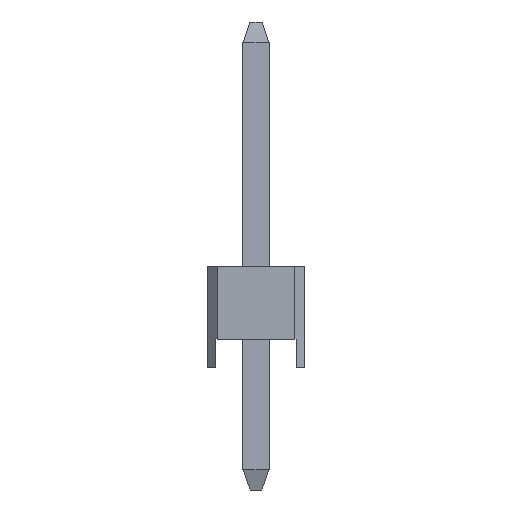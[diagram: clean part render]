
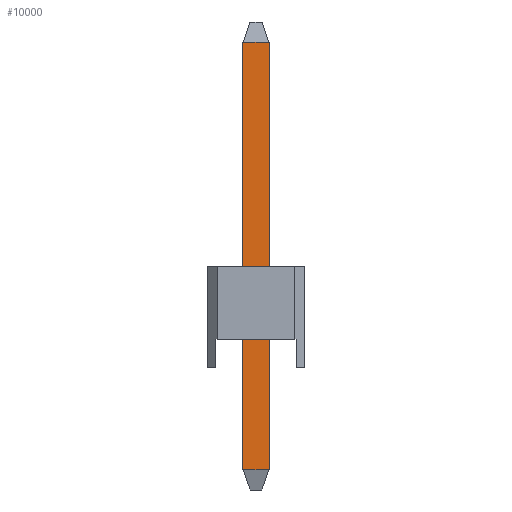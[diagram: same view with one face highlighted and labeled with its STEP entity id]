
A CAD part, left-side view. The second image highlights one B-rep face of the part: STEP entity #10000.
In plain terms, the highlighted planar face has unit normal (-1, 0, 0).
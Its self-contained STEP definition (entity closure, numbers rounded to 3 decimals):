
#10000 = ADVANCED_FACE('',(#10001),#10035,.F.);
#10001 = FACE_BOUND('',#10002,.F.);
#10002 = EDGE_LOOP('',(#10003,#10013,#10021,#10029));
#10003 = ORIENTED_EDGE('',*,*,#10004,.T.);
#10004 = EDGE_CURVE('',#10005,#10007,#10009,.T.);
#10005 = VERTEX_POINT('',#10006);
#10006 = CARTESIAN_POINT('',(-0.32,0.32,0.));
#10007 = VERTEX_POINT('',#10008);
#10008 = CARTESIAN_POINT('',(-0.32,0.32,10.5));
#10009 = LINE('',#10010,#10011);
#10010 = CARTESIAN_POINT('',(-0.32,0.32,0.));
#10011 = VECTOR('',#10012,1.);
#10012 = DIRECTION('',(0.,0.,1.));
#10013 = ORIENTED_EDGE('',*,*,#10014,.T.);
#10014 = EDGE_CURVE('',#10007,#10015,#10017,.T.);
#10015 = VERTEX_POINT('',#10016);
#10016 = CARTESIAN_POINT('',(-0.32,-0.32,10.5));
#10017 = LINE('',#10018,#10019);
#10018 = CARTESIAN_POINT('',(-0.32,0.32,10.5));
#10019 = VECTOR('',#10020,1.);
#10020 = DIRECTION('',(0.,-1.,0.));
#10021 = ORIENTED_EDGE('',*,*,#10022,.F.);
#10022 = EDGE_CURVE('',#10023,#10015,#10025,.T.);
#10023 = VERTEX_POINT('',#10024);
#10024 = CARTESIAN_POINT('',(-0.32,-0.32,0.));
#10025 = LINE('',#10026,#10027);
#10026 = CARTESIAN_POINT('',(-0.32,-0.32,0.));
#10027 = VECTOR('',#10028,1.);
#10028 = DIRECTION('',(0.,0.,1.));
#10029 = ORIENTED_EDGE('',*,*,#10030,.F.);
#10030 = EDGE_CURVE('',#10005,#10023,#10031,.T.);
#10031 = LINE('',#10032,#10033);
#10032 = CARTESIAN_POINT('',(-0.32,0.32,0.));
#10033 = VECTOR('',#10034,1.);
#10034 = DIRECTION('',(0.,-1.,0.));
#10035 = PLANE('',#10036);
#10036 = AXIS2_PLACEMENT_3D('',#10037,#10038,#10039);
#10037 = CARTESIAN_POINT('',(-0.32,0.32,0.));
#10038 = DIRECTION('',(1.,0.,0.));
#10039 = DIRECTION('',(0.,-1.,0.));
